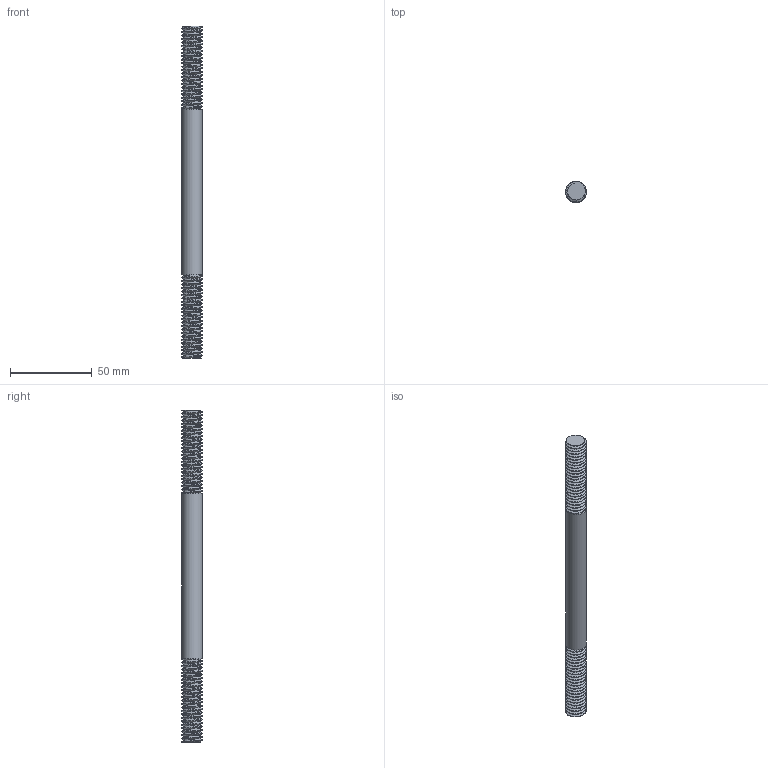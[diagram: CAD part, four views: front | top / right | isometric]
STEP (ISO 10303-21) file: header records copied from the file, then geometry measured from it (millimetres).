
FILE_DESCRIPTION(/* description */ ('','CAx-IF Rec.Pracs.---Representation and Presentation of Product Manufacturing Information (PMI)---4.0---2014-10-13'),/* implementation_level */ '2;1');
FILE_NAME(/* name */ '0.5inx6in Double End Threaded Stud v3.step',/* time_stamp */ '2024-12-18T12:29:08-05:00',/* author */ (''),/* organization */ (''),/* preprocessor_version */ 'ST-DEVELOPER v20',/* originating_system */ 'Autodesk Translation Framework v13.20.0.188',/* authorisation */ '');
FILE_SCHEMA (('AP242_MANAGED_MODEL_BASED_3D_ENGINEERING_MIM_LF { 1 0 10303 442 1 1 4 }'));
Length unit declared in the file: inch
Products named in the file (1): Configuration 2
Bounding box: 12.56 x 12.56 x 203.2 mm (x, y, z)
Volume: 22845.3 mm3; surface area: 10220.9 mm2
Topology: 1 solids, 1 shells, 107 faces, 315 edges, 210 vertices
Faces by surface type: cylinder 99, plane 4, bspline 4
Full cylindrical faces by diameter (mm): 10.18 x46, 12.555 x47
Entity records: 13912 total; most frequent: CARTESIAN_POINT 11439, ORIENTED_EDGE 630, DIRECTION 325, EDGE_CURVE 315, VERTEX_POINT 210, B_SPLINE_CURVE_WITH_KNOTS 208, AXIS2_PLACEMENT_3D 114, FACE_OUTER_BOUND 107
